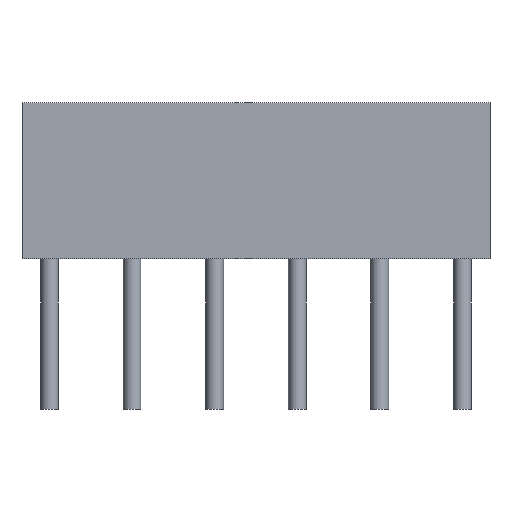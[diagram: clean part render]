
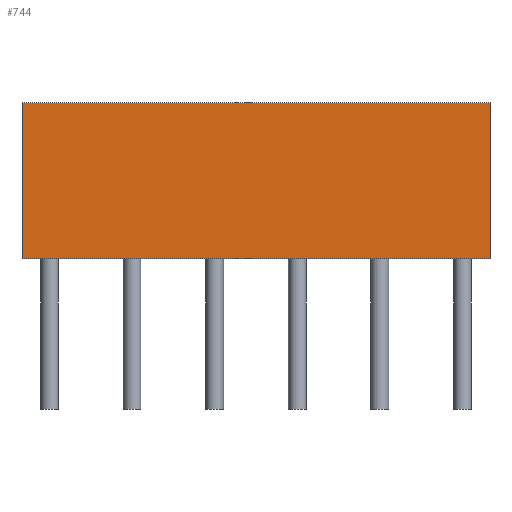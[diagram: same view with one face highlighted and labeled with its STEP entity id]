
A CAD part, front view. The second image highlights one B-rep face of the part: STEP entity #744.
In plain terms, the highlighted planar face has unit normal (0, -1, 0).
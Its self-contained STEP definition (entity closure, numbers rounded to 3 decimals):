
#744=ADVANCED_FACE('',(#750),#745,.T.);
#745=PLANE('',#746);
#746=AXIS2_PLACEMENT_3D('',#747,#748,#749);
#747=CARTESIAN_POINT('',(-0.876,-1.13,0.0));
#748=DIRECTION('',(0.0,-1.0,0.0));
#749=DIRECTION('',(0.,0.,1.));
#750=FACE_OUTER_BOUND('',#751,.T.);
#751=EDGE_LOOP('',(#752,#762,#772,#782));
#755=CARTESIAN_POINT('',(13.957,-1.13,0.0));
#754=VERTEX_POINT('',#755);
#757=CARTESIAN_POINT('',(-0.876,-1.13,0.0));
#756=VERTEX_POINT('',#757);
#753=EDGE_CURVE('',#754,#756,#758,.T.);
#758=LINE('',#755,#760);
#760=VECTOR('',#761,14.834);
#761=DIRECTION('',(-1.0,0.0,0.0));
#752=ORIENTED_EDGE('',*,*,#753,.F.);
#765=CARTESIAN_POINT('',(13.957,-1.13,4.953));
#764=VERTEX_POINT('',#765);
#763=EDGE_CURVE('',#764,#754,#768,.T.);
#768=LINE('',#765,#770);
#770=VECTOR('',#771,4.953);
#771=DIRECTION('',(0.0,0.0,-1.0));
#762=ORIENTED_EDGE('',*,*,#763,.F.);
#775=CARTESIAN_POINT('',(-0.876,-1.13,4.953));
#774=VERTEX_POINT('',#775);
#773=EDGE_CURVE('',#774,#764,#778,.T.);
#778=LINE('',#775,#780);
#780=VECTOR('',#781,14.834);
#781=DIRECTION('',(1.0,0.0,0.0));
#772=ORIENTED_EDGE('',*,*,#773,.F.);
#783=EDGE_CURVE('',#756,#774,#788,.T.);
#788=LINE('',#757,#790);
#790=VECTOR('',#791,4.953);
#791=DIRECTION('',(0.0,0.0,1.0));
#782=ORIENTED_EDGE('',*,*,#783,.F.);
